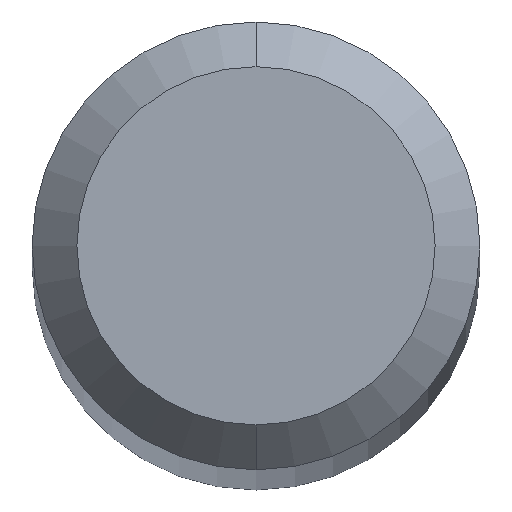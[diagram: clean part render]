
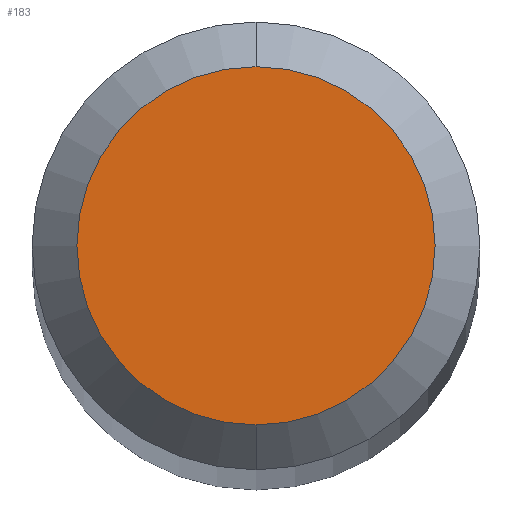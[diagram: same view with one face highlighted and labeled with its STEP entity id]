
A CAD part, top view. The second image highlights one B-rep face of the part: STEP entity #183.
In plain terms, the highlighted planar face has unit normal (0, 0, 1).
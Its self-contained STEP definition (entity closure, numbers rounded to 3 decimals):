
#1 = VERTEX_POINT ( 'NONE', #76 ) ;
#7 = CARTESIAN_POINT ( 'NONE',  ( 0., 0.833, 0. ) ) ;
#29 = ORIENTED_EDGE ( 'NONE', *, *, #32, .T. ) ;
#32 = EDGE_CURVE ( 'NONE', #117, #1, #144, .T. ) ;
#40 = AXIS2_PLACEMENT_3D ( 'NONE', #66, #181, #77 ) ;
#44 = EDGE_LOOP ( 'NONE', ( #29, #107 ) ) ;
#55 = AXIS2_PLACEMENT_3D ( 'NONE', #177, #96, #140 ) ;
#64 = CARTESIAN_POINT ( 'NONE',  ( 0., 0., 0. ) ) ;
#66 = CARTESIAN_POINT ( 'NONE',  ( 0., 1.041, 0. ) ) ;
#76 = CARTESIAN_POINT ( 'NONE',  ( 0., -0.833, 0. ) ) ;
#77 = DIRECTION ( 'NONE',  ( 0., 1., 0. ) ) ;
#79 = DIRECTION ( 'NONE',  ( 0., 1., 0. ) ) ;
#96 = DIRECTION ( 'NONE',  ( 0., 0., 1. ) ) ;
#107 = ORIENTED_EDGE ( 'NONE', *, *, #213, .T. ) ;
#117 = VERTEX_POINT ( 'NONE', #7 ) ;
#122 = FACE_OUTER_BOUND ( 'NONE', #44, .T. ) ;
#133 = PLANE ( 'NONE',  #40 ) ;
#136 = AXIS2_PLACEMENT_3D ( 'NONE', #64, #182, #79 ) ;
#140 = DIRECTION ( 'NONE',  ( 0., 1., 0. ) ) ;
#144 = CIRCLE ( 'NONE', #55, 0.833 ) ;
#177 = CARTESIAN_POINT ( 'NONE',  ( 0., 0., 0. ) ) ;
#181 = DIRECTION ( 'NONE',  ( 0., 0., -1. ) ) ;
#182 = DIRECTION ( 'NONE',  ( 0., 0., 1. ) ) ;
#183 = ADVANCED_FACE ( 'NONE', ( #122 ), #133, .F. ) ;
#195 = CIRCLE ( 'NONE', #136, 0.833 ) ;
#213 = EDGE_CURVE ( 'NONE', #1, #117, #195, .T. ) ;
